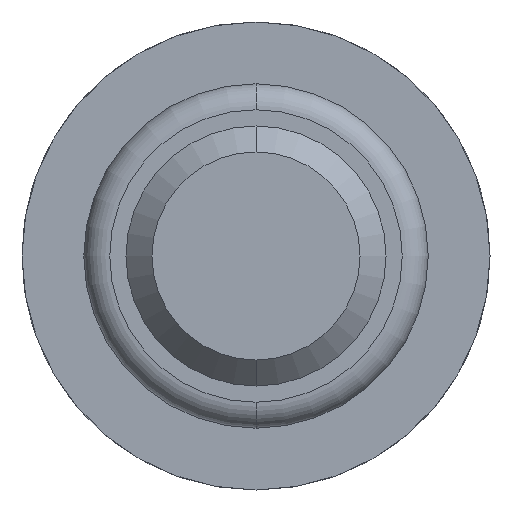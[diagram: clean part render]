
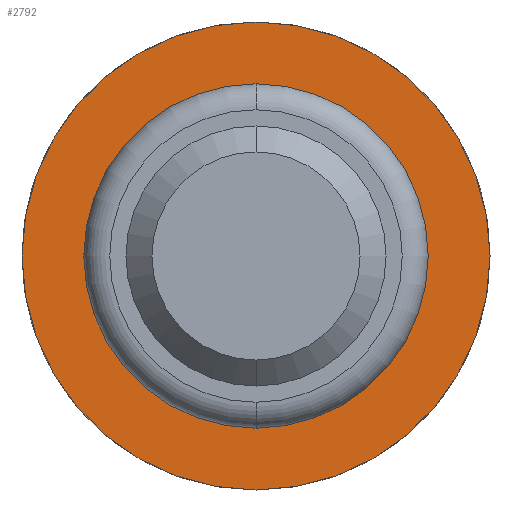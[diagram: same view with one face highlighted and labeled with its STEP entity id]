
A CAD part, front view. The second image highlights one B-rep face of the part: STEP entity #2792.
In plain terms, the highlighted planar face has unit normal (0, -1, 0).
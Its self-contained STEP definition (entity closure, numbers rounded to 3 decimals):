
#101 = DIRECTION ( 'NONE',  ( 0., 0., 1. ) ) ;
#249 = DIRECTION ( 'NONE',  ( 0., 0., 1. ) ) ;
#285 = DIRECTION ( 'NONE',  ( 0., 1., 0. ) ) ;
#286 = FACE_BOUND ( 'NONE', #1479, .T. ) ;
#296 = EDGE_CURVE ( 'Defeature ausgef�hrt4_12+Defeature ausgef�hrt4_13+Defeature ausgef�hrt4_13+Defeature ausgef�hrt4_13', #1803, #2876, #3833, .T. ) ;
#449 = CARTESIAN_POINT ( 'NONE',  ( 0., -1.8, 0. ) ) ;
#520 = CARTESIAN_POINT ( 'NONE',  ( 0., -1.8, 1.325 ) ) ;
#529 = CIRCLE ( 'NONE', #4299, 1.8 ) ;
#530 = EDGE_LOOP ( 'NONE', ( #1856, #2946 ) ) ;
#592 = CARTESIAN_POINT ( 'NONE',  ( 0., -1.8, 1.8 ) ) ;
#1312 = DIRECTION ( 'NONE',  ( 0., 0., 1. ) ) ;
#1479 = EDGE_LOOP ( 'NONE', ( #4997, #3093 ) ) ;
#1803 = VERTEX_POINT ( 'NONE', #592 ) ;
#1856 = ORIENTED_EDGE ( 'NONE', *, *, #296, .F. ) ;
#1897 = CIRCLE ( 'NONE', #4941, 1.325 ) ;
#2216 = DIRECTION ( 'NONE',  ( 0., 0., 1. ) ) ;
#2275 = FACE_OUTER_BOUND ( 'NONE', #530, .T. ) ;
#2543 = VERTEX_POINT ( 'NONE', #520 ) ;
#2613 = DIRECTION ( 'NONE',  ( 0., 1., 0. ) ) ;
#2727 = EDGE_CURVE ( 'Defeature ausgef�hrt4_13+Defeature ausgef�hrt4_14+Defeature ausgef�hrt4_14+Defeature ausgef�hrt4_14', #3718, #2543, #4657, .T. ) ;
#2792 = ADVANCED_FACE ( 'Defeature ausgef�hrt4_13', ( #2275, #286 ), #5267, .F. ) ;
#2869 = CARTESIAN_POINT ( 'NONE',  ( 0., -1.8, -1.325 ) ) ;
#2876 = VERTEX_POINT ( 'NONE', #4319 ) ;
#2946 = ORIENTED_EDGE ( 'NONE', *, *, #3446, .F. ) ;
#3093 = ORIENTED_EDGE ( 'NONE', *, *, #2727, .T. ) ;
#3332 = DIRECTION ( 'NONE',  ( 0., 1., 0. ) ) ;
#3376 = AXIS2_PLACEMENT_3D ( 'NONE', #4375, #285, #249 ) ;
#3446 = EDGE_CURVE ( 'Defeature ausgef�hrt4_12+Defeature ausgef�hrt4_13+Defeature ausgef�hrt4_13+Defeature ausgef�hrt4_13', #2876, #1803, #529, .T. ) ;
#3565 = CARTESIAN_POINT ( 'NONE',  ( 1.8, -1.8, 0. ) ) ;
#3619 = DIRECTION ( 'NONE',  ( 0., 1., 0. ) ) ;
#3718 = VERTEX_POINT ( 'NONE', #2869 ) ;
#3751 = AXIS2_PLACEMENT_3D ( 'NONE', #3565, #3619, #4441 ) ;
#3833 = CIRCLE ( 'NONE', #4534, 1.8 ) ;
#4295 = CARTESIAN_POINT ( 'NONE',  ( 0., -1.8, 0. ) ) ;
#4299 = AXIS2_PLACEMENT_3D ( 'NONE', #4295, #4716, #2216 ) ;
#4319 = CARTESIAN_POINT ( 'NONE',  ( 0., -1.8, -1.8 ) ) ;
#4375 = CARTESIAN_POINT ( 'NONE',  ( 0., -1.8, 0. ) ) ;
#4441 = DIRECTION ( 'NONE',  ( 0., 0., 1. ) ) ;
#4534 = AXIS2_PLACEMENT_3D ( 'NONE', #449, #3332, #1312 ) ;
#4648 = EDGE_CURVE ( 'Defeature ausgef�hrt4_13+Defeature ausgef�hrt4_14+Defeature ausgef�hrt4_14+Defeature ausgef�hrt4_14', #2543, #3718, #1897, .T. ) ;
#4655 = CARTESIAN_POINT ( 'NONE',  ( 0., -1.8, 0. ) ) ;
#4657 = CIRCLE ( 'NONE', #3376, 1.325 ) ;
#4716 = DIRECTION ( 'NONE',  ( 0., 1., 0. ) ) ;
#4941 = AXIS2_PLACEMENT_3D ( 'NONE', #4655, #2613, #101 ) ;
#4997 = ORIENTED_EDGE ( 'NONE', *, *, #4648, .T. ) ;
#5267 = PLANE ( 'NONE',  #3751 ) ;
